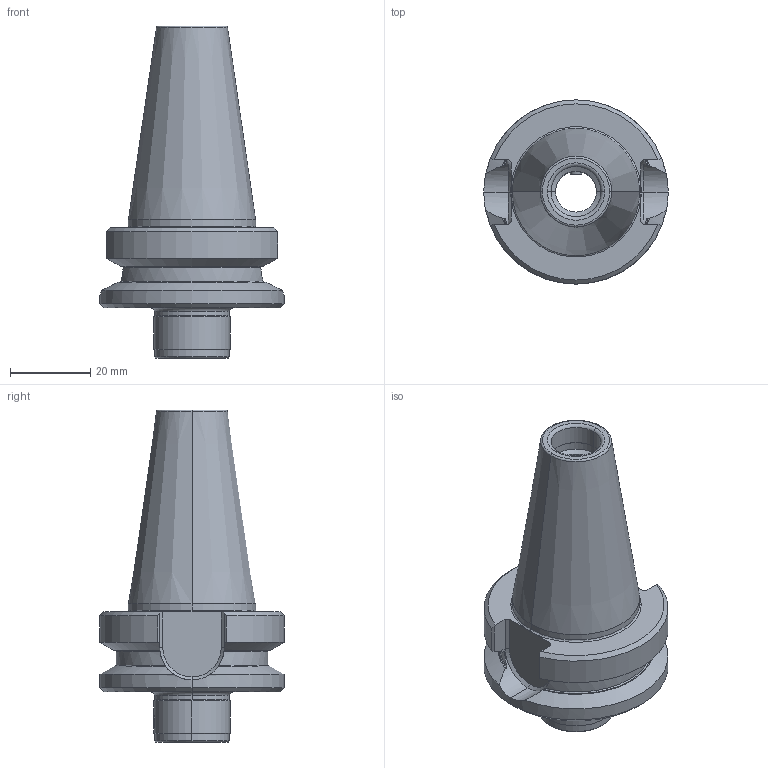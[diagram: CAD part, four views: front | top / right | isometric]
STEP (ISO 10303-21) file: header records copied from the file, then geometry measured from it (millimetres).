
FILE_DESCRIPTION(('no description'),'unknown implementation level');
FILE_NAME('263016F3-DEC4-43F8-A564-315549C5915C_export.stp',' ',('CIMSOURCE GmbH'),('CADClick - KiM GmbH - www.kimweb.de'),'unknown preprocess','ACIS','unknown authorization');
FILE_SCHEMA(('automotive_design'));
Length unit declared in the file: millimetre
Products named in the file (2): 323.707 Kaiser SK30 mit CK1B|690.431 Kaiser ETL M4 X 5 CK1;Schnitt-Linear austragen1; 323.707 Kaiser SK30 mit CK1B|323.707 Kaiser SK30_BTDxCK1x40B;Schnitt-Rotation9
Bounding box: 46 x 46 x 82.9 mm (x, y, z)
Volume: 49054.1 mm3; surface area: 13456.2 mm2
Topology: 2 solids, 2 shells, 157 faces, 374 edges, 222 vertices
Faces by surface type: plane 51, cone 50, cylinder 44, torus 12
Entity records: 8974 total; most frequent: CARTESIAN_POINT 1098, DIRECTION 786, STYLED_ITEM 751, PRESENTATION_STYLE_ASSIGNMENT 751, COLOUR_RGB 751, ORIENTED_EDGE 740, EDGE_CURVE 370, CURVE_STYLE 370
